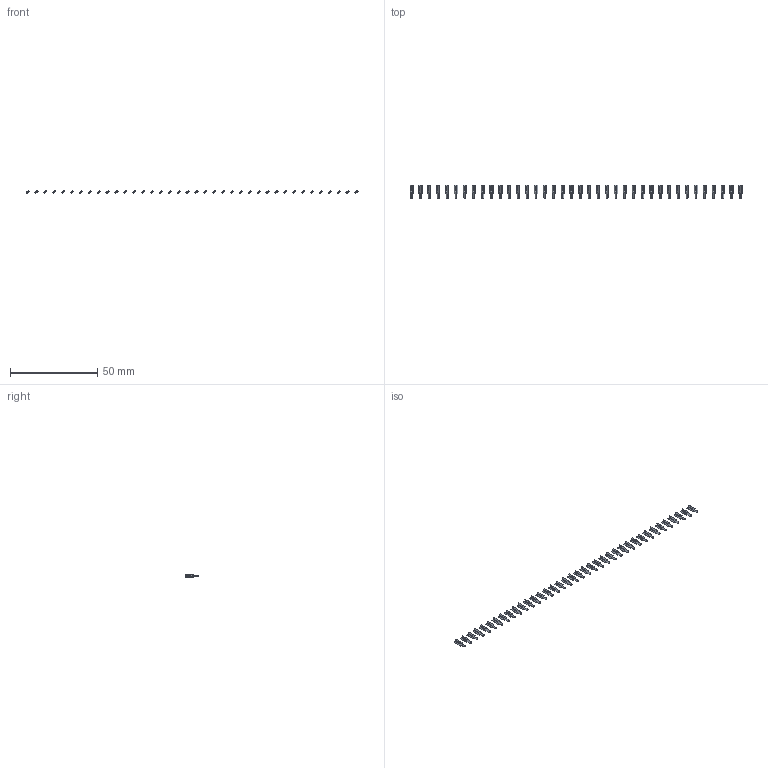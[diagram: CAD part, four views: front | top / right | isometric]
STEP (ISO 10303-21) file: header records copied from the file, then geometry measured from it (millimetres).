
FILE_DESCRIPTION (( 'STEP AP203' ), '1' );
FILE_NAME ('106-038-253-200.STEP', '2020-04-16T19:59:06', ( '' ), ( '' ), 'SwSTEP 2.0', 'SolidWorks 2016', '' );
FILE_SCHEMA (( 'CONFIG_CONTROL_DESIGN' ));
Length unit declared in the file: inch
Products named in the file (2): 100-290-001_100-290-253; 106-038-253-200
Assembly tree (38 placements, depth 2):
  106-038-253-200
    100-290-001_100-290-253  x38
Bounding box: 189.76 x 7.62 x 1.8 mm (x, y, z)
Volume: 209.7 mm3; surface area: 1307.5 mm2
Topology: 38 solids, 38 shells, 760 faces, 2052 edges, 1368 vertices
Faces by surface type: plane 722, cylinder 38
Entity records: 2004 total; most frequent: DIRECTION 178, CARTESIAN_POINT 151, ORIENTED_EDGE 108, DATE_AND_TIME 86, LOCAL_TIME 86, COORDINATED_UNIVERSAL_TIME_OFFSET 86, CALENDAR_DATE 86, AXIS2_PLACEMENT_3D 63
